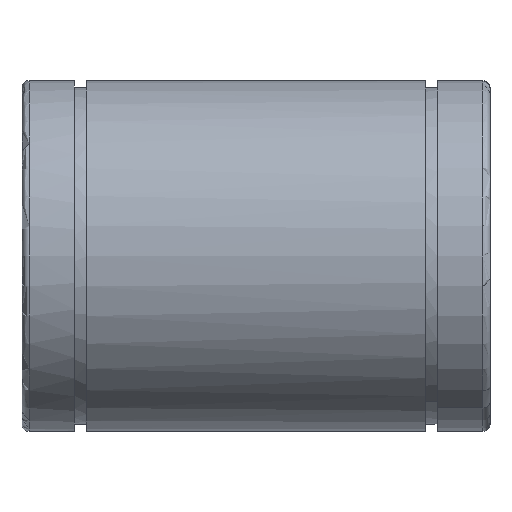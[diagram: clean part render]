
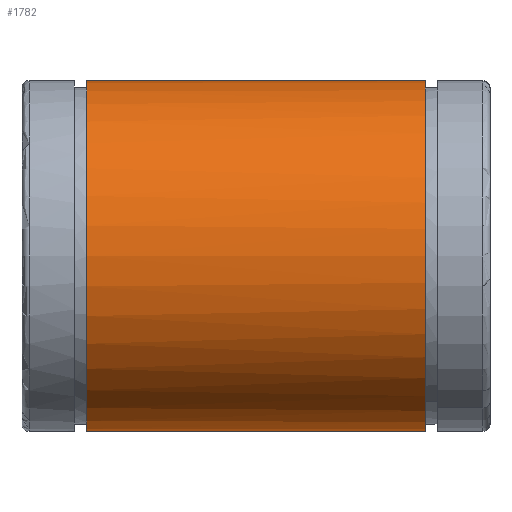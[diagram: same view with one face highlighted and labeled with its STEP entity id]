
A CAD part, front view. The second image highlights one B-rep face of the part: STEP entity #1782.
In plain terms, the highlighted cylindrical face has radius 37.5 mm (diameter 75 mm), a partial arc.
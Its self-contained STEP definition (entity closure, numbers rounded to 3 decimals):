
#1762=AXIS2_PLACEMENT_3D('Cylinder Axis2P3D',#1759,#1760,#1761) ;
#1773=AXIS2_PLACEMENT_3D('Circle Axis2P3D',#1771,#1772,$) ;
#484=CARTESIAN_POINT('Vertex',(86.15,0.,37.5)) ;
#488=CARTESIAN_POINT('Control Point',(86.15,0.,-37.5)) ;
#489=CARTESIAN_POINT('Control Point',(86.15,-3.6,-37.5)) ;
#490=CARTESIAN_POINT('Control Point',(86.15,-7.2,-37.068)) ;
#491=CARTESIAN_POINT('Control Point',(86.15,-10.731,-36.204)) ;
#492=CARTESIAN_POINT('Control Point',(86.15,-17.516,-33.645)) ;
#493=CARTESIAN_POINT('Control Point',(86.15,-23.503,-29.554)) ;
#494=CARTESIAN_POINT('Control Point',(86.15,-26.237,-27.157)) ;
#495=CARTESIAN_POINT('Control Point',(86.15,-31.074,-21.755)) ;
#496=CARTESIAN_POINT('Control Point',(86.15,-34.495,-15.361)) ;
#497=CARTESIAN_POINT('Control Point',(86.15,-35.812,-11.973)) ;
#498=CARTESIAN_POINT('Control Point',(86.15,-37.608,-4.947)) ;
#499=CARTESIAN_POINT('Control Point',(86.15,-37.69,2.304)) ;
#500=CARTESIAN_POINT('Control Point',(86.15,-37.294,5.918)) ;
#501=CARTESIAN_POINT('Control Point',(86.15,-35.643,12.978)) ;
#502=CARTESIAN_POINT('Control Point',(86.15,-32.367,19.448)) ;
#503=CARTESIAN_POINT('Control Point',(86.15,-30.347,22.471)) ;
#504=CARTESIAN_POINT('Control Point',(86.15,-25.622,27.971)) ;
#505=CARTESIAN_POINT('Control Point',(86.15,-19.729,32.197)) ;
#506=CARTESIAN_POINT('Control Point',(86.15,-16.541,33.945)) ;
#507=CARTESIAN_POINT('Control Point',(86.15,-11.341,36.028)) ;
#508=CARTESIAN_POINT('Control Point',(86.15,-5.875,37.115)) ;
#509=CARTESIAN_POINT('Control Point',(86.15,-3.924,37.372)) ;
#510=CARTESIAN_POINT('Control Point',(86.15,-1.962,37.5)) ;
#511=CARTESIAN_POINT('Control Point',(86.15,0.,37.5)) ;
#512=CARTESIAN_POINT('Vertex',(86.15,0.,-37.5)) ;
#1743=CARTESIAN_POINT('Vertex',(13.85,0.,37.5)) ;
#1746=CARTESIAN_POINT('Line Origine',(50.,0.,37.5)) ;
#1759=CARTESIAN_POINT('Axis2P3D Location',(50.,0.,0.)) ;
#1764=CARTESIAN_POINT('Line Origine',(50.,0.,-37.5)) ;
#1768=CARTESIAN_POINT('Vertex',(13.85,0.,-37.5)) ;
#1771=CARTESIAN_POINT('Axis2P3D Location',(13.85,0.,0.)) ;
#1747=DIRECTION('Vector Direction',(1.,0.,0.)) ;
#1760=DIRECTION('Axis2P3D Direction',(1.,0.,0.)) ;
#1761=DIRECTION('Axis2P3D XDirection',(0.,0.,1.)) ;
#1765=DIRECTION('Vector Direction',(1.,0.,0.)) ;
#1772=DIRECTION('Axis2P3D Direction',(1.,0.,0.)) ;
#1748=VECTOR('Line Direction',#1747,1.) ;
#1766=VECTOR('Line Direction',#1765,1.) ;
#1777=ORIENTED_EDGE('',*,*,#1770,.T.) ;
#1778=ORIENTED_EDGE('',*,*,#514,.T.) ;
#1779=ORIENTED_EDGE('',*,*,#1750,.T.) ;
#1780=ORIENTED_EDGE('',*,*,#1775,.T.) ;
#1782=ADVANCED_FACE('',(#1781),#1763,.T.) ;
#487=B_SPLINE_CURVE_WITH_KNOTS('',5,(#488,#489,#490,#491,#492,#493,#494,#495,#496,#497,#498,#499,#500,#501,#502,#503,#504,#505,#506,#507,#508,#509,#510,#511),.UNSPECIFIED.,.F.,.U.,(6,3,3,3,3,3,3,6),(0.,25.513,51.026,76.539,102.052,127.565,153.078,166.982),.UNSPECIFIED.) ;
#1774=CIRCLE('generated circle',#1773,37.5) ;
#1763=CYLINDRICAL_SURFACE('generated cylinder',#1762,37.5) ;
#514=EDGE_CURVE('',#513,#485,#487,.T.) ;
#1750=EDGE_CURVE('',#485,#1744,#1749,.F.) ;
#1770=EDGE_CURVE('',#1769,#513,#1767,.T.) ;
#1775=EDGE_CURVE('',#1744,#1769,#1774,.T.) ;
#1776=EDGE_LOOP('',(#1777,#1778,#1779,#1780)) ;
#1781=FACE_OUTER_BOUND('',#1776,.T.) ;
#1749=LINE('Line',#1746,#1748) ;
#1767=LINE('Line',#1764,#1766) ;
#485=VERTEX_POINT('',#484) ;
#513=VERTEX_POINT('',#512) ;
#1744=VERTEX_POINT('',#1743) ;
#1769=VERTEX_POINT('',#1768) ;
